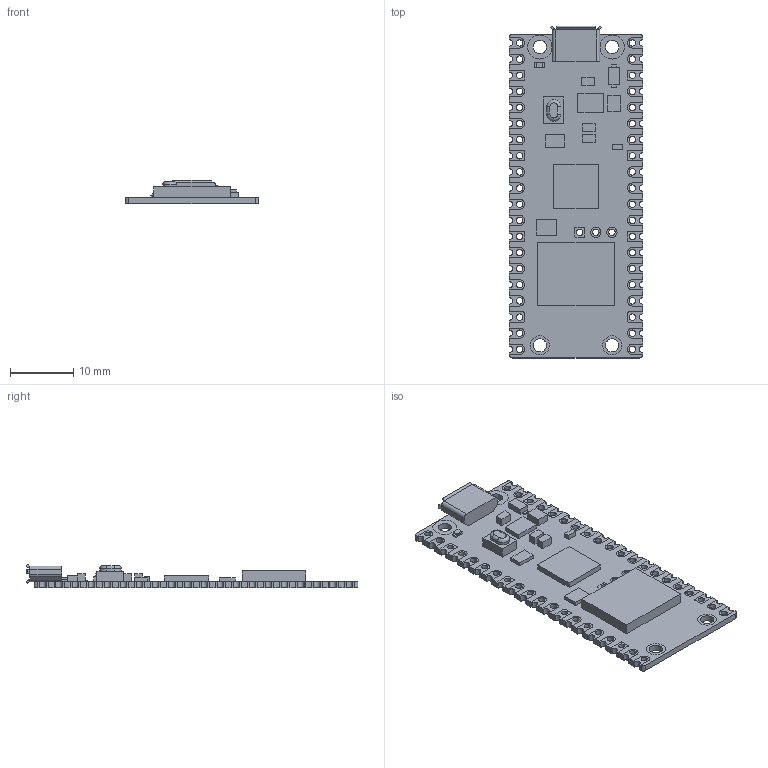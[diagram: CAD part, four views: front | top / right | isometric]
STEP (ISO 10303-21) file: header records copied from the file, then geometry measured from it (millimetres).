
FILE_DESCRIPTION(('FreeCAD Model'),'2;1');
FILE_NAME('Open CASCADE Shape Model','2023-04-12T12:43:01',(''),(''), 'Open CASCADE STEP processor 7.6','FreeCAD','Unknown');
FILE_SCHEMA(('AUTOMOTIVE_DESIGN { 1 0 10303 214 1 1 1 1 }'));
Length unit declared in the file: millimetre
Products named in the file (20): RaspberryPi_Pico_W_STEP; Pico_W_Board; Pico_W_Components; C1_47u; C2_47u; C21_47u; D1_MBR120VLSFT1G; D2_QSME-C194; D2_QSME-C194_Base; D2_QSME-C194_Phosphor; D2_QSME-C194_Lens; J1_690T505-x62-01x; L1_2u2; Q1_DMG1012T; SH1_CYW43439; SW1_TP-1221U-K9K5325; U1_RP2040; U2_RT6154AGQW; U3_W25Q16JVUXIQ; X1_X12M000000S096
Assembly tree (19 placements, depth 4):
  RaspberryPi_Pico_W_STEP
    Pico_W_Board
    Pico_W_Components
      C1_47u
      C2_47u
      C21_47u
      D1_MBR120VLSFT1G
      D2_QSME-C194
        D2_QSME-C194_Base
        D2_QSME-C194_Phosphor
        D2_QSME-C194_Lens
      J1_690T505-x62-01x
      L1_2u2
      Q1_DMG1012T
      SH1_CYW43439
      SW1_TP-1221U-K9K5325
      U1_RP2040
      U2_RT6154AGQW
      U3_W25Q16JVUXIQ
      X1_X12M000000S096
Bounding box: 21 x 52.3 x 3.75 mm (x, y, z)
Volume: 1353.1 mm3; surface area: 3225.4 mm2
Topology: 17 solids, 17 shells, 497 faces, 1431 edges, 994 vertices
Faces by surface type: plane 376, cylinder 119, torus 2
Full cylindrical faces by diameter (mm): 1 x43, 2.1 x4
Entity records: 19547 total; most frequent: CARTESIAN_POINT 2942, ORIENTED_EDGE 2862, DIRECTION 2853, EDGE_CURVE 1431, LINE 1043, VECTOR 1043, VERTEX_POINT 994, AXIS2_PLACEMENT_3D 905
